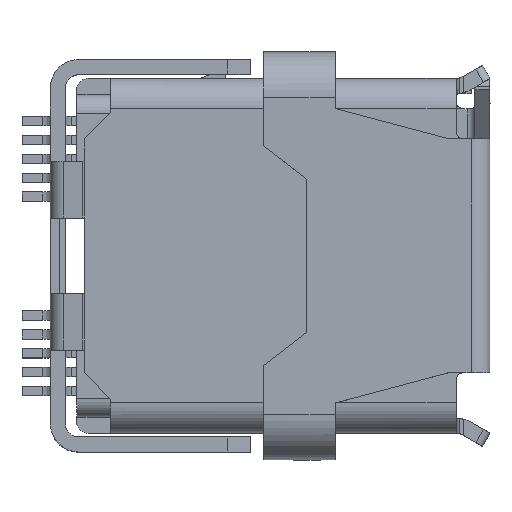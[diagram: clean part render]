
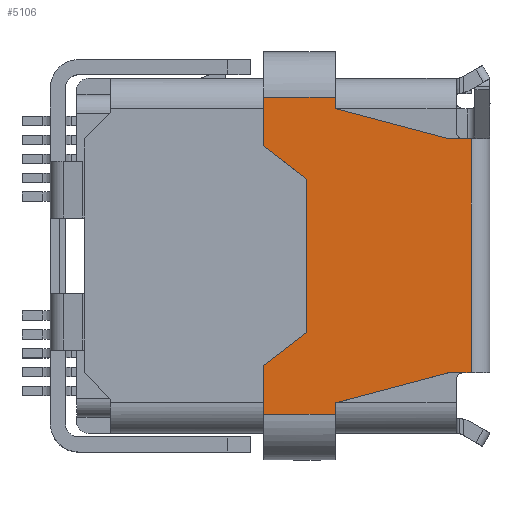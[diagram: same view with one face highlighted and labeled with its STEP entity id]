
A CAD part, top view. The second image highlights one B-rep face of the part: STEP entity #5106.
In plain terms, the highlighted planar face has unit normal (0, 0, -1).
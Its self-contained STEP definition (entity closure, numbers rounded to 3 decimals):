
#301=B_SPLINE_CURVE_WITH_KNOTS('',3,(#21367,#21368,#21369,#21370),
 .UNSPECIFIED.,.F.,.F.,(4,4),(0.,1.),.UNSPECIFIED.);
#303=B_SPLINE_CURVE_WITH_KNOTS('',3,(#21377,#21378,#21379,#21380),
 .UNSPECIFIED.,.F.,.F.,(4,4),(0.,1.),.UNSPECIFIED.);
#306=B_SPLINE_CURVE_WITH_KNOTS('',3,(#21392,#21393,#21394,#21395),
 .UNSPECIFIED.,.F.,.F.,(4,4),(0.,1.),.UNSPECIFIED.);
#428=B_SPLINE_CURVE_WITH_KNOTS('',3,(#22023,#22024,#22025,#22026),
 .UNSPECIFIED.,.F.,.F.,(4,4),(0.,1.),.UNSPECIFIED.);
#429=B_SPLINE_CURVE_WITH_KNOTS('',3,(#22028,#22029,#22030,#22031),
 .UNSPECIFIED.,.F.,.F.,(4,4),(0.,1.),.UNSPECIFIED.);
#430=B_SPLINE_CURVE_WITH_KNOTS('',3,(#22034,#22035,#22036,#22037),
 .UNSPECIFIED.,.F.,.F.,(4,4),(0.,1.),.UNSPECIFIED.);
#431=B_SPLINE_CURVE_WITH_KNOTS('',3,(#22039,#22040,#22041,#22042),
 .UNSPECIFIED.,.F.,.F.,(4,4),(0.,1.),.UNSPECIFIED.);
#432=B_SPLINE_CURVE_WITH_KNOTS('',3,(#22044,#22045,#22046,#22047),
 .UNSPECIFIED.,.F.,.F.,(4,4),(0.,1.),.UNSPECIFIED.);
#433=B_SPLINE_CURVE_WITH_KNOTS('',3,(#22049,#22050,#22051,#22052),
 .UNSPECIFIED.,.F.,.F.,(4,4),(0.,1.),.UNSPECIFIED.);
#434=B_SPLINE_CURVE_WITH_KNOTS('',3,(#22054,#22055,#22056,#22057),
 .UNSPECIFIED.,.F.,.F.,(4,4),(0.,1.),.UNSPECIFIED.);
#435=B_SPLINE_CURVE_WITH_KNOTS('',3,(#22059,#22060,#22061,#22062),
 .UNSPECIFIED.,.F.,.F.,(4,4),(0.,1.),.UNSPECIFIED.);
#436=B_SPLINE_CURVE_WITH_KNOTS('',3,(#22063,#22064,#22065,#22066),
 .UNSPECIFIED.,.F.,.F.,(4,4),(0.,1.),.UNSPECIFIED.);
#437=B_SPLINE_CURVE_WITH_KNOTS('',3,(#22068,#22069,#22070,#22071),
 .UNSPECIFIED.,.F.,.F.,(4,4),(0.,1.),.UNSPECIFIED.);
#438=B_SPLINE_CURVE_WITH_KNOTS('',3,(#22073,#22074,#22075,#22076),
 .UNSPECIFIED.,.F.,.F.,(4,4),(0.,1.),.UNSPECIFIED.);
#5106=ADVANCED_FACE('',(#6109),#5599,.F.);
#5599=PLANE('',#15834);
#6109=FACE_OUTER_BOUND('',#6711,.T.);
#6711=EDGE_LOOP('',(#9268,#9269,#9270,#9271,#9272,#9273,#9274,#9275,#9276,
#9277,#9278,#9279,#9280,#9281));
#9268=ORIENTED_EDGE('',*,*,#12660,.T.);
#9269=ORIENTED_EDGE('',*,*,#12661,.T.);
#9270=ORIENTED_EDGE('',*,*,#12662,.T.);
#9271=ORIENTED_EDGE('',*,*,#12663,.T.);
#9272=ORIENTED_EDGE('',*,*,#12664,.T.);
#9273=ORIENTED_EDGE('',*,*,#12665,.T.);
#9274=ORIENTED_EDGE('',*,*,#12666,.T.);
#9275=ORIENTED_EDGE('',*,*,#12527,.F.);
#9276=ORIENTED_EDGE('',*,*,#12524,.F.);
#9277=ORIENTED_EDGE('',*,*,#12522,.F.);
#9278=ORIENTED_EDGE('',*,*,#12659,.F.);
#9279=ORIENTED_EDGE('',*,*,#12667,.T.);
#9280=ORIENTED_EDGE('',*,*,#12668,.T.);
#9281=ORIENTED_EDGE('',*,*,#12669,.T.);
#11019=VERTEX_POINT('',#21366);
#11020=VERTEX_POINT('',#21371);
#11021=VERTEX_POINT('',#21381);
#11023=VERTEX_POINT('',#21396);
#11118=VERTEX_POINT('',#22022);
#11119=VERTEX_POINT('',#22032);
#11120=VERTEX_POINT('',#22033);
#11121=VERTEX_POINT('',#22038);
#11122=VERTEX_POINT('',#22043);
#11123=VERTEX_POINT('',#22048);
#11124=VERTEX_POINT('',#22053);
#11125=VERTEX_POINT('',#22058);
#11126=VERTEX_POINT('',#22067);
#11127=VERTEX_POINT('',#22072);
#12522=EDGE_CURVE('',#11019,#11020,#301,.T.);
#12524=EDGE_CURVE('',#11020,#11021,#303,.T.);
#12527=EDGE_CURVE('',#11021,#11023,#306,.T.);
#12659=EDGE_CURVE('',#11118,#11019,#428,.T.);
#12660=EDGE_CURVE('',#11119,#11120,#429,.T.);
#12661=EDGE_CURVE('',#11120,#11121,#430,.T.);
#12662=EDGE_CURVE('',#11121,#11122,#431,.T.);
#12663=EDGE_CURVE('',#11122,#11123,#432,.T.);
#12664=EDGE_CURVE('',#11123,#11124,#433,.T.);
#12665=EDGE_CURVE('',#11124,#11125,#434,.T.);
#12666=EDGE_CURVE('',#11125,#11023,#435,.T.);
#12667=EDGE_CURVE('',#11118,#11126,#436,.T.);
#12668=EDGE_CURVE('',#11126,#11127,#437,.T.);
#12669=EDGE_CURVE('',#11127,#11119,#438,.T.);
#15834=AXIS2_PLACEMENT_3D('',#22077,#17845,#17846);
#17845=DIRECTION('',(0.,0.,1.));
#17846=DIRECTION('',(1.,0.,0.));
#21366=CARTESIAN_POINT('',(3.05,-3.3,3.1));
#21367=CARTESIAN_POINT('',(3.05,-3.3,3.1));
#21368=CARTESIAN_POINT('',(3.25,-3.3,3.1));
#21369=CARTESIAN_POINT('',(3.45,-3.3,3.1));
#21370=CARTESIAN_POINT('',(3.65,-3.3,3.1));
#21371=CARTESIAN_POINT('',(3.65,-3.3,3.1));
#21377=CARTESIAN_POINT('',(3.65,-3.3,3.1));
#21378=CARTESIAN_POINT('',(3.65,-1.233,3.1));
#21379=CARTESIAN_POINT('',(3.65,0.833,3.1));
#21380=CARTESIAN_POINT('',(3.65,2.9,3.1));
#21381=CARTESIAN_POINT('',(3.65,2.9,3.1));
#21392=CARTESIAN_POINT('',(3.65,2.9,3.1));
#21393=CARTESIAN_POINT('',(3.45,2.9,3.1));
#21394=CARTESIAN_POINT('',(3.25,2.9,3.1));
#21395=CARTESIAN_POINT('',(3.05,2.9,3.1));
#21396=CARTESIAN_POINT('',(3.05,2.9,3.1));
#22022=CARTESIAN_POINT('',(0.05,-4.1,3.1));
#22023=CARTESIAN_POINT('',(0.05,-4.1,3.1));
#22024=CARTESIAN_POINT('',(1.05,-3.833,3.1));
#22025=CARTESIAN_POINT('',(2.05,-3.567,3.1));
#22026=CARTESIAN_POINT('',(3.05,-3.3,3.1));
#22028=CARTESIAN_POINT('',(-1.85,-3.115,3.1));
#22029=CARTESIAN_POINT('',(-1.467,-2.821,3.1));
#22030=CARTESIAN_POINT('',(-1.083,-2.526,3.1));
#22031=CARTESIAN_POINT('',(-0.7,-2.231,3.1));
#22032=CARTESIAN_POINT('',(-1.85,-3.115,3.1));
#22033=CARTESIAN_POINT('',(-0.7,-2.231,3.1));
#22034=CARTESIAN_POINT('',(-0.7,-2.231,3.1));
#22035=CARTESIAN_POINT('',(-0.7,-0.877,3.1));
#22036=CARTESIAN_POINT('',(-0.7,0.477,3.1));
#22037=CARTESIAN_POINT('',(-0.7,1.831,3.1));
#22038=CARTESIAN_POINT('',(-0.7,1.831,3.1));
#22039=CARTESIAN_POINT('',(-0.7,1.831,3.1));
#22040=CARTESIAN_POINT('',(-1.083,2.126,3.1));
#22041=CARTESIAN_POINT('',(-1.467,2.421,3.1));
#22042=CARTESIAN_POINT('',(-1.85,2.715,3.1));
#22043=CARTESIAN_POINT('',(-1.85,2.715,3.1));
#22044=CARTESIAN_POINT('',(-1.85,2.715,3.1));
#22045=CARTESIAN_POINT('',(-1.85,3.144,3.1));
#22046=CARTESIAN_POINT('',(-1.85,3.572,3.1));
#22047=CARTESIAN_POINT('',(-1.85,4.,3.1));
#22048=CARTESIAN_POINT('',(-1.85,4.,3.1));
#22049=CARTESIAN_POINT('',(-1.85,4.,3.1));
#22050=CARTESIAN_POINT('',(-1.217,4.,3.1));
#22051=CARTESIAN_POINT('',(-0.583,4.,3.1));
#22052=CARTESIAN_POINT('',(0.05,4.,3.1));
#22053=CARTESIAN_POINT('',(0.05,4.,3.1));
#22054=CARTESIAN_POINT('',(0.05,4.,3.1));
#22055=CARTESIAN_POINT('',(0.05,3.9,3.1));
#22056=CARTESIAN_POINT('',(0.05,3.8,3.1));
#22057=CARTESIAN_POINT('',(0.05,3.7,3.1));
#22058=CARTESIAN_POINT('',(0.05,3.7,3.1));
#22059=CARTESIAN_POINT('',(0.05,3.7,3.1));
#22060=CARTESIAN_POINT('',(1.05,3.433,3.1));
#22061=CARTESIAN_POINT('',(2.05,3.167,3.1));
#22062=CARTESIAN_POINT('',(3.05,2.9,3.1));
#22063=CARTESIAN_POINT('',(0.05,-4.1,3.1));
#22064=CARTESIAN_POINT('',(0.05,-4.2,3.1));
#22065=CARTESIAN_POINT('',(0.05,-4.3,3.1));
#22066=CARTESIAN_POINT('',(0.05,-4.4,3.1));
#22067=CARTESIAN_POINT('',(0.05,-4.4,3.1));
#22068=CARTESIAN_POINT('',(0.05,-4.4,3.1));
#22069=CARTESIAN_POINT('',(-0.583,-4.4,3.1));
#22070=CARTESIAN_POINT('',(-1.217,-4.4,3.1));
#22071=CARTESIAN_POINT('',(-1.85,-4.4,3.1));
#22072=CARTESIAN_POINT('',(-1.85,-4.4,3.1));
#22073=CARTESIAN_POINT('',(-1.85,-4.4,3.1));
#22074=CARTESIAN_POINT('',(-1.85,-3.972,3.1));
#22075=CARTESIAN_POINT('',(-1.85,-3.544,3.1));
#22076=CARTESIAN_POINT('',(-1.85,-3.115,3.1));
#22077=CARTESIAN_POINT('',(0.75,-0.7,3.1));
